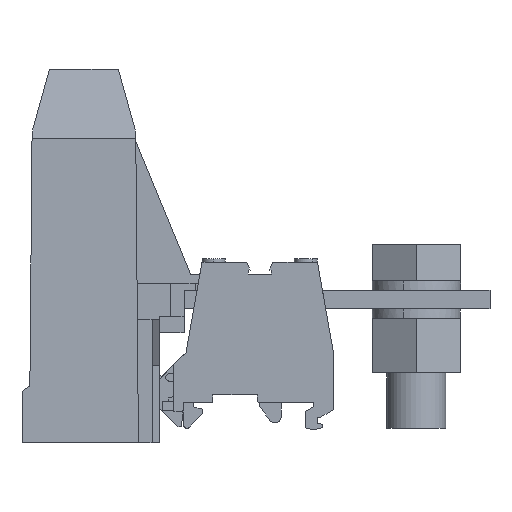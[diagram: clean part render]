
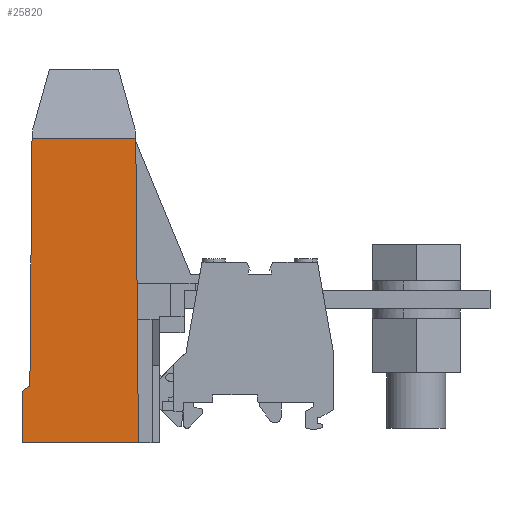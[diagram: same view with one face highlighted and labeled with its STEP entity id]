
A CAD part, left-side view. The second image highlights one B-rep face of the part: STEP entity #25820.
In plain terms, the highlighted face is planar.
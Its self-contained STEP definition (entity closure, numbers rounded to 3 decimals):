
#24230=CARTESIAN_POINT('',(-273.699,740.881,
21.082));
#24240=DIRECTION('',(-0.009,1.,
-0.009));
#24250=VECTOR('',#24240,1.);
#24260=LINE('',#24230,#24250);
#24270=CARTESIAN_POINT('',(-273.531,721.656,
21.25));
#24280=VERTEX_POINT('',#24270);
#24290=CARTESIAN_POINT('',(-274.251,804.095,
20.531));
#24300=VERTEX_POINT('',#24290);
#24310=EDGE_CURVE('',#24280,#24300,#24260,.T.);
#25360=CARTESIAN_POINT('',(-267.676,721.656,21.25));
#25370=DIRECTION('',(0.,0.009,
1.));
#25380=DIRECTION('',(1.,0.,0.));
#25390=AXIS2_PLACEMENT_3D('',#25360,#25370,#25380);
#25400=PLANE('',#25390);
#25410=CARTESIAN_POINT('',(0.,721.656,21.25));
#25420=DIRECTION('',(1.,0.,0.));
#25430=VECTOR('',#25420,1.);
#25440=LINE('',#25410,#25430);
#25450=CARTESIAN_POINT('',(-305.131,721.656,
21.25));
#25460=VERTEX_POINT('',#25450);
#25470=EDGE_CURVE('',#25460,#24280,#25440,.T.);
#25480=ORIENTED_EDGE('',*,*,#25470,.T.);
#25490=CARTESIAN_POINT('',(-304.963,740.881,
21.082));
#25500=DIRECTION('',(-0.009,-1.,
0.009));
#25510=VECTOR('',#25500,1.);
#25520=LINE('',#25490,#25510);
#25530=CARTESIAN_POINT('',(-305.009,735.655,
21.128));
#25540=VERTEX_POINT('',#25530);
#25550=EDGE_CURVE('',#25540,#25460,#25520,.T.);
#25560=ORIENTED_EDGE('',*,*,#25550,.T.);
#25570=CARTESIAN_POINT('',(-267.897,760.272,
20.913));
#25580=DIRECTION('',(0.833,0.553,
-0.005));
#25590=VECTOR('',#25580,1.);
#25600=LINE('',#25570,#25590);
#25610=CARTESIAN_POINT('',(-302.997,736.989,
21.116));
#25620=VERTEX_POINT('',#25610);
#25630=EDGE_CURVE('',#25540,#25620,#25600,.T.);
#25640=ORIENTED_EDGE('',*,*,#25630,.F.);
#25650=CARTESIAN_POINT('',(-302.963,740.881,
21.082));
#25660=DIRECTION('',(-0.009,-1.,
0.009));
#25670=VECTOR('',#25660,1.);
#25680=LINE('',#25650,#25670);
#25690=CARTESIAN_POINT('',(-302.412,804.095,
20.531));
#25700=VERTEX_POINT('',#25690);
#25710=EDGE_CURVE('',#25700,#25620,#25680,.T.);
#25720=ORIENTED_EDGE('',*,*,#25710,.T.);
#25730=CARTESIAN_POINT('',(-267.895,804.095,
20.531));
#25740=DIRECTION('',(-1.,0.,0.));
#25750=VECTOR('',#25740,1.);
#25760=LINE('',#25730,#25750);
#25770=EDGE_CURVE('',#24300,#25700,#25760,.T.);
#25780=ORIENTED_EDGE('',*,*,#25770,.T.);
#25790=ORIENTED_EDGE('',*,*,#24310,.T.);
#25800=EDGE_LOOP('',(#25790,#25780,#25720,#25640,#25560,#25480));
#25810=FACE_OUTER_BOUND('',#25800,.T.);
#25820=ADVANCED_FACE('',(#25810),#25400,.T.);
